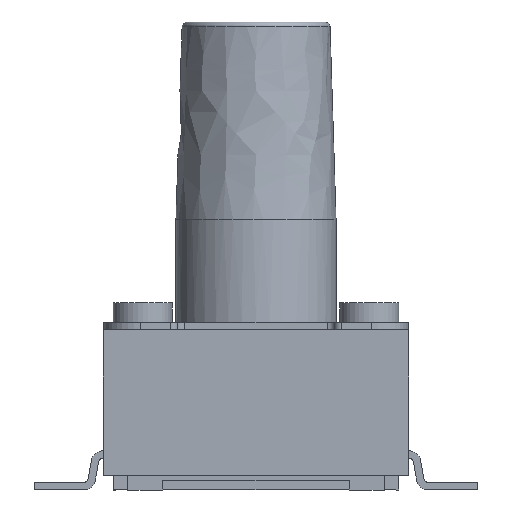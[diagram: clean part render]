
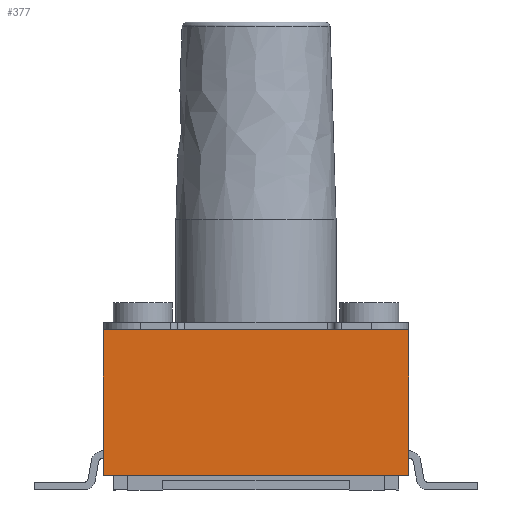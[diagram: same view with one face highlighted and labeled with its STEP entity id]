
A CAD part, front view. The second image highlights one B-rep face of the part: STEP entity #377.
In plain terms, the highlighted planar face has unit normal (0, -1, 0).
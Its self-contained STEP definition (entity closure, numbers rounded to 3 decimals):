
#377 = ADVANCED_FACE( '', ( #804 ), #805, .F. );
#804 = FACE_OUTER_BOUND( '', #1851, .T. );
#805 = PLANE( '', #1852 );
#1851 = EDGE_LOOP( '', ( #3075, #3076, #3077, #3078 ) );
#1852 = AXIS2_PLACEMENT_3D( '', #3079, #3080, #3081 );
#3075 = ORIENTED_EDGE( '', *, *, #3519, .F. );
#3076 = ORIENTED_EDGE( '', *, *, #3890, .F. );
#3077 = ORIENTED_EDGE( '', *, *, #3553, .F. );
#3078 = ORIENTED_EDGE( '', *, *, #3745, .T. );
#3079 = CARTESIAN_POINT( '', ( -3.1, -3.1, 3.25 ) );
#3080 = DIRECTION( '', ( 0., 1., 0. ) );
#3081 = DIRECTION( '', ( 0., 0., 1. ) );
#3519 = EDGE_CURVE( '', #4130, #4132, #4133, .T. );
#3553 = EDGE_CURVE( '', #4191, #4193, #4194, .T. );
#3745 = EDGE_CURVE( '', #4191, #4132, #4497, .T. );
#3890 = EDGE_CURVE( '', #4193, #4130, #4688, .T. );
#4130 = VERTEX_POINT( '', #5333 );
#4132 = VERTEX_POINT( '', #5336 );
#4133 = LINE( '', #5337, #5338 );
#4191 = VERTEX_POINT( '', #5423 );
#4193 = VERTEX_POINT( '', #5426 );
#4194 = LINE( '', #5427, #5428 );
#4497 = LINE( '', #5849, #5850 );
#4688 = LINE( '', #6108, #6109 );
#5333 = CARTESIAN_POINT( '', ( 3.1, -3.1, 0.3 ) );
#5336 = CARTESIAN_POINT( '', ( -3.1, -3.1, 0.3 ) );
#5337 = CARTESIAN_POINT( '', ( 3.1, -3.1, 0.3 ) );
#5338 = VECTOR( '', #6326, 1000. );
#5423 = CARTESIAN_POINT( '', ( -3.1, -3.1, 3.25 ) );
#5426 = CARTESIAN_POINT( '', ( 3.1, -3.1, 3.25 ) );
#5427 = CARTESIAN_POINT( '', ( -3.1, -3.1, 3.25 ) );
#5428 = VECTOR( '', #6355, 1000. );
#5849 = CARTESIAN_POINT( '', ( -3.1, -3.1, 3.25 ) );
#5850 = VECTOR( '', #6588, 1000. );
#6108 = CARTESIAN_POINT( '', ( 3.1, -3.1, 3.25 ) );
#6109 = VECTOR( '', #6764, 1000. );
#6326 = DIRECTION( '', ( -1., 0., 0. ) );
#6355 = DIRECTION( '', ( 1., 0., 0. ) );
#6588 = DIRECTION( '', ( 0., 0., -1. ) );
#6764 = DIRECTION( '', ( 0., 0., -1. ) );
